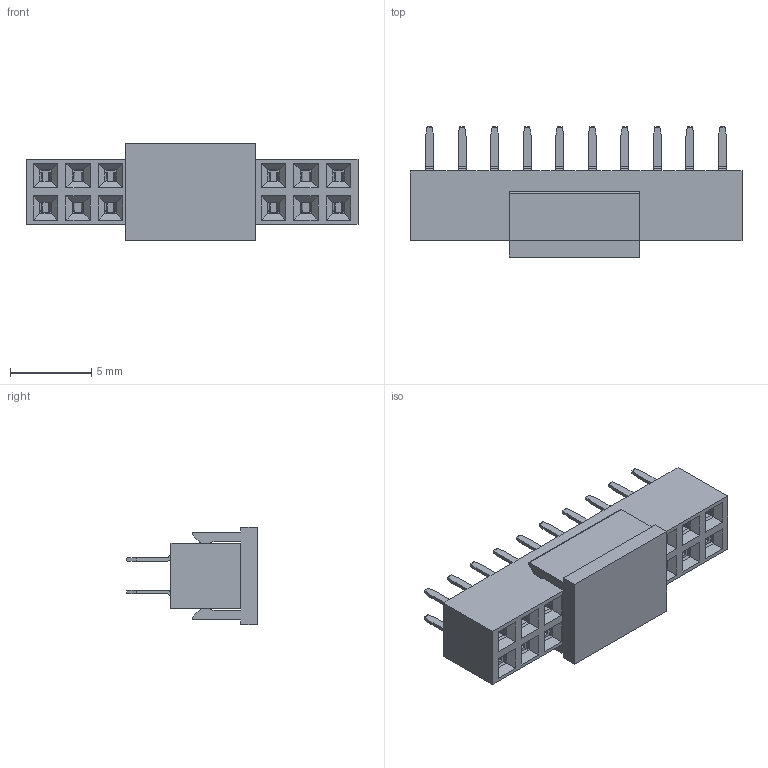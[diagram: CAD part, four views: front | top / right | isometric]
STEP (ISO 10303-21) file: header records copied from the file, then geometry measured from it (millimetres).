
FILE_DESCRIPTION( ('This file contains a STEP AP42 implementation' ,'as created by ZW3D STEP Interface translator.') ,'2;1' );
FILE_NAME( '2243N-2XXSXXCUNX1.stp' ,'23 419. 94347', (''), ('ZWCAD Software Co.'), 'Version 1.0', 'ZW3D to STEP translator', '' );
FILE_SCHEMA(('AUTOMOTIVE_DESIGN { 1 0 10303 214 1 1 1 1 }'));
Length unit declared in the file: millimetre
Products named in the file (2): 0; 2243N-220SXXCUNX1
Bounding box: 20.4 x 8.01 x 6 mm (x, y, z)
Volume: 325.1 mm3; surface area: 1409 mm2
Topology: 1 solids, 9 shells, 2340 faces, 6719 edges, 4386 vertices
Faces by surface type: plane 1433, cylinder 607, bspline 300
Entity records: 103972 total; most frequent: CARTESIAN_POINT 54056, ORIENTED_EDGE 13440, EDGE_CURVE 6719, B_SPLINE_CURVE_WITH_KNOTS 6274, DIRECTION 4543, VERTEX_POINT 4386, EDGE_LOOP 2414, FACE_OUTER_BOUND 2340
